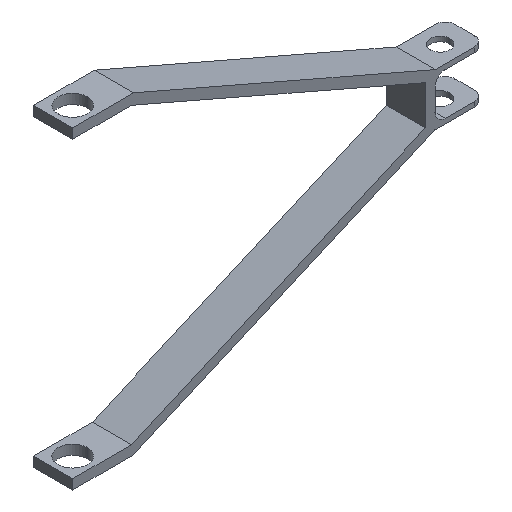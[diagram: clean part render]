
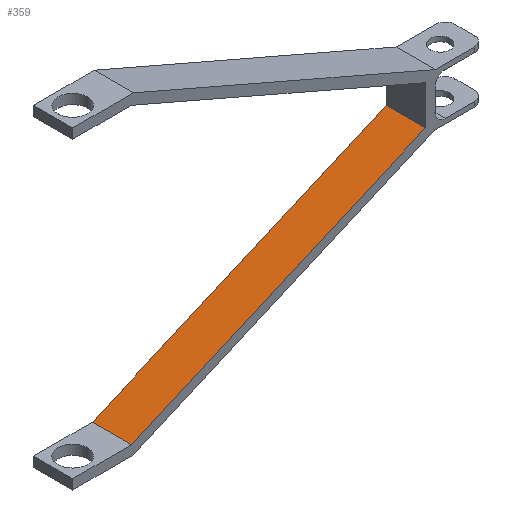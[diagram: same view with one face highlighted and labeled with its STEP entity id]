
A CAD part, isometric view. The second image highlights one B-rep face of the part: STEP entity #359.
In plain terms, the highlighted free-form (B-spline) face has degree [1, 1] with [2, 2] control points.
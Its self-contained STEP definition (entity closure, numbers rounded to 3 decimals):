
#336 = VERTEX_POINT('',#337);
#337 = CARTESIAN_POINT('',(70.383,-23.461,
    -175.958));
#342 = EDGE_CURVE('',#343,#336,#345,.T.);
#343 = VERTEX_POINT('',#344);
#344 = CARTESIAN_POINT('',(70.383,23.461,
    -175.958));
#345 = B_SPLINE_CURVE_WITH_KNOTS('',1,(#346,#347),.UNSPECIFIED.,.F.,.F.,
  (2,2),(-0.,40.),.PIECEWISE_BEZIER_KNOTS.);
#346 = CARTESIAN_POINT('',(70.383,23.461,
    -175.958));
#347 = CARTESIAN_POINT('',(70.383,-23.461,
    -175.958));
#359 = ADVANCED_FACE('',(#360),#382,.T.);
#360 = FACE_BOUND('',#361,.T.);
#361 = EDGE_LOOP('',(#362,#369,#376,#381));
#362 = ORIENTED_EDGE('',*,*,#363,.F.);
#363 = EDGE_CURVE('',#364,#336,#366,.T.);
#364 = VERTEX_POINT('',#365);
#365 = CARTESIAN_POINT('',(422.299,-23.461,
    -23.461));
#366 = B_SPLINE_CURVE_WITH_KNOTS('',1,(#367,#368),.UNSPECIFIED.,.F.,.F.,
  (2,2),(-326.956,0.),.PIECEWISE_BEZIER_KNOTS.);
#367 = CARTESIAN_POINT('',(422.299,-23.461,
    -23.461));
#368 = CARTESIAN_POINT('',(70.383,-23.461,
    -175.958));
#369 = ORIENTED_EDGE('',*,*,#370,.F.);
#370 = EDGE_CURVE('',#371,#364,#373,.T.);
#371 = VERTEX_POINT('',#372);
#372 = CARTESIAN_POINT('',(422.299,23.461,
    -23.461));
#373 = B_SPLINE_CURVE_WITH_KNOTS('',1,(#374,#375),.UNSPECIFIED.,.F.,.F.,
  (2,2),(-0.,40.),.PIECEWISE_BEZIER_KNOTS.);
#374 = CARTESIAN_POINT('',(422.299,23.461,
    -23.461));
#375 = CARTESIAN_POINT('',(422.299,-23.461,
    -23.461));
#376 = ORIENTED_EDGE('',*,*,#377,.T.);
#377 = EDGE_CURVE('',#371,#343,#378,.T.);
#378 = B_SPLINE_CURVE_WITH_KNOTS('',1,(#379,#380),.UNSPECIFIED.,.F.,.F.,
  (2,2),(-326.956,0.),.PIECEWISE_BEZIER_KNOTS.);
#379 = CARTESIAN_POINT('',(422.299,23.461,
    -23.461));
#380 = CARTESIAN_POINT('',(70.383,23.461,
    -175.958));
#381 = ORIENTED_EDGE('',*,*,#342,.T.);
#382 = B_SPLINE_SURFACE_WITH_KNOTS('',1,1,(
    (#383,#384)
    ,(#385,#386
    )),.UNSPECIFIED.,.F.,.F.,.F.,(2,2),(2,2),(0.,326.956),(-40.,
    0.),.PIECEWISE_BEZIER_KNOTS.);
#383 = CARTESIAN_POINT('',(70.383,-23.461,
    -175.958));
#384 = CARTESIAN_POINT('',(70.383,23.461,
    -175.958));
#385 = CARTESIAN_POINT('',(422.299,-23.461,
    -23.461));
#386 = CARTESIAN_POINT('',(422.299,23.461,
    -23.461));
